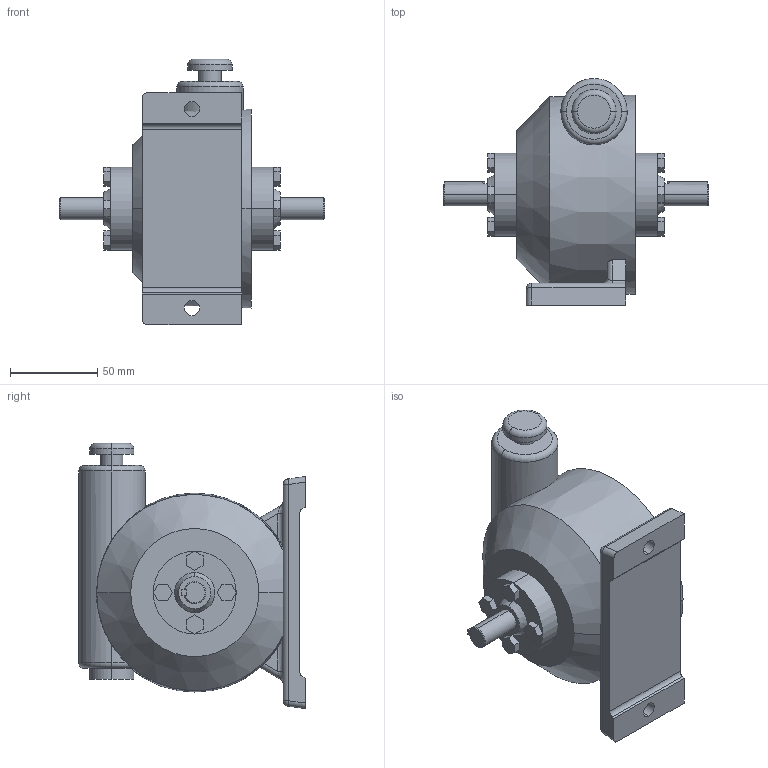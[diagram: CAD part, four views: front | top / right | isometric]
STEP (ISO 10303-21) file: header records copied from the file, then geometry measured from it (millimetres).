
FILE_DESCRIPTION (( 'STEP AP203' ), '1' );
FILE_NAME ('DD1A.step', '2011-08-15T12:17:09', ( '' ), ( '' ), 'SwSTEP 2.0', 'SolidWorks 2010', '' );
FILE_SCHEMA (( 'CONFIG_CONTROL_DESIGN' ));
Length unit declared in the file: inch
Products named in the file (1): DD1A
Bounding box: 152.4 x 130.18 x 152.4 mm (x, y, z)
Volume: 835337.2 mm3; surface area: 71491.9 mm2
Topology: 1 solids, 1 shells, 181 faces, 448 edges, 281 vertices
Faces by surface type: plane 103, cylinder 53, cone 14, torus 7, bspline 2, sphere 2
Entity records: 6072 total; most frequent: CARTESIAN_POINT 1679, DIRECTION 901, ORIENTED_EDGE 892, EDGE_CURVE 446, AXIS2_PLACEMENT_3D 311, VERTEX_POINT 281, LINE 279, VECTOR 279
